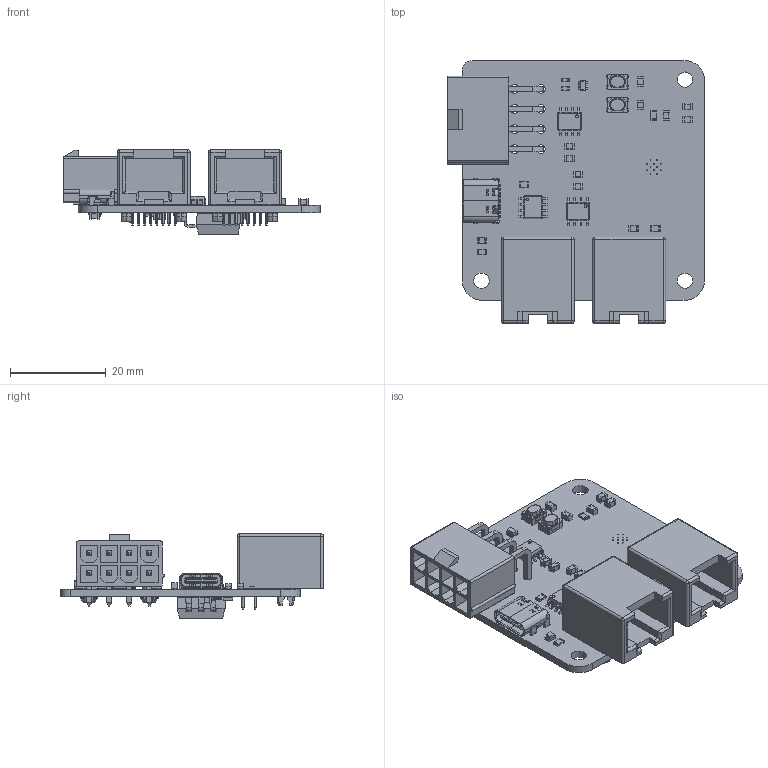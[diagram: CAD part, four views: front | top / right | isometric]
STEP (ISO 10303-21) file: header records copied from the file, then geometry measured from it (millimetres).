
FILE_DESCRIPTION(('KiCad electronic assembly'),'2;1');
FILE_NAME('CommBMS.step','2025-04-28T11:03:08',('Pcbnew'),('Kicad'), 'Open CASCADE STEP processor 7.8','KiCad to STEP converter','Unknown' );
FILE_SCHEMA(('AUTOMOTIVE_DESIGN { 1 0 10303 214 1 1 1 1 }'));
Length unit declared in the file: millimetre
Products named in the file (26): CommBMS 1; C_0805_2012Metric; SW-PTS815SJM250SMTRLFS; PTS815SJM250SMTRLFS; LED_0805_2012Metric; R_0603_1608Metric; R_0805_2012Metric; USB_C_Receptacle_GCT_USB4105-xx-A_16P_TopMnt_Horizontal; USB_C_Receptacle_16P_TopMnt_Horizontal_GCT_USB4105-xx-A; 54601-908WPLF; SOIC-8_3.9x4.9mm_P1.27mm; SOIC_8_39x49mm_P127mm; CONN-MOLEX_8PIN-39301080; 039301080; SOT-353_SC-70-5; SOT_353_SC_70_5; Diode_schottky-CVJ10F30; UFV_90; TO-263-3_TabPin2; CQ assembly; CommBMS_PCB
Assembly tree (46 placements, depth 3):
  CommBMS 1
    C_0805_2012Metric  x12
      C_0805_2012Metric
    SW-PTS815SJM250SMTRLFS  x2
      PTS815SJM250SMTRLFS
    LED_0805_2012Metric  x2
      LED_0805_2012Metric
    R_0603_1608Metric  x2
      R_0603_1608Metric
    R_0805_2012Metric  x5
      R_0805_2012Metric
    USB_C_Receptacle_GCT_USB4105-xx-A_16P_TopMnt_Horizontal
      USB_C_Receptacle_16P_TopMnt_Horizontal_GCT_USB4105-xx-A
    54601-908WPLF  x2
      54601-908WPLF
    SOIC-8_3.9x4.9mm_P1.27mm  x3
      SOIC_8_39x49mm_P127mm
    CONN-MOLEX_8PIN-39301080
      039301080
    SOT-353_SC-70-5
      SOT_353_SC_70_5
    Diode_schottky-CVJ10F30
      UFV_90
    TO-263-3_TabPin2
      CQ assembly
    CommBMS_PCB
Bounding box: 53.65 x 54.87 x 17.63 mm (x, y, z)
Volume: 10052.7 mm3; surface area: 13827.5 mm2
Topology: 92 solids, 108 shells, 3086 faces, 8144 edges, 5276 vertices
Faces by surface type: plane 2113, cylinder 764, bspline 125, cone 72, sphere 8, torus 4
Full cylindrical faces by diameter (mm): 0.2 x12, 0.5 x2, 0.6 x3, 0.65 x2, 0.76 x16, 0.9 x2, 1.8 x8, 2.5 x1, 3 x2, 3.2 x3, 3.35 x4
Entity records: 65711 total; most frequent: CARTESIAN_POINT 11385, ORIENTED_EDGE 9676, DIRECTION 9038, EDGE_CURVE 4954, LINE 3446, VECTOR 3446, VERTEX_POINT 3176, AXIS2_PLACEMENT_3D 2796
